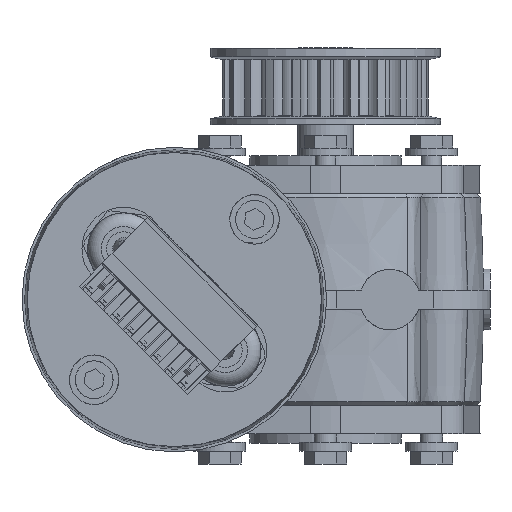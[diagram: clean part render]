
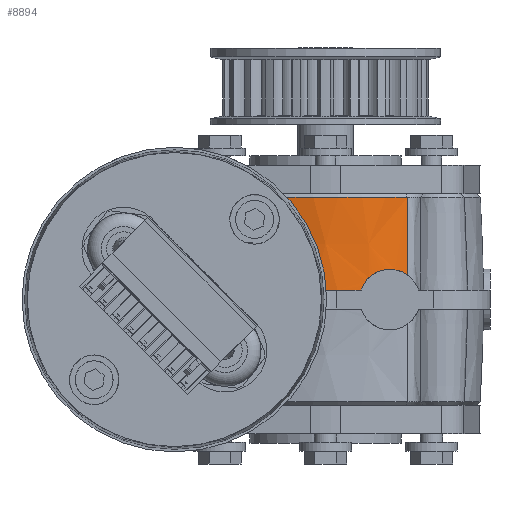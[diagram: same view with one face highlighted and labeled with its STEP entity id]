
A CAD part, left-side view. The second image highlights one B-rep face of the part: STEP entity #8894.
In plain terms, the highlighted conical face has half-angle 2 degrees and reference radius 41.471 mm.
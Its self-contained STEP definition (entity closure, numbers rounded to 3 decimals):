
#6882=CONICAL_SURFACE('',#26945,41.471,2.);
#7856=FACE_OUTER_BOUND('',#13826,.T.);
#8894=ADVANCED_FACE('',(#7856),#6882,.T.);
#12584=B_SPLINE_CURVE_WITH_KNOTS('',3,(#41163,#41164,#41165,#41166,#41167,
#41168,#41169),.UNSPECIFIED.,.F.,.F.,(4,3,4),(0.,0.594,1.),
 .UNSPECIFIED.);
#12588=B_SPLINE_CURVE_WITH_KNOTS('',3,(#41205,#41206,#41207,#41208,#41209,
#41210,#41211),.UNSPECIFIED.,.F.,.F.,(4,3,4),(0.,0.534,1.),
 .UNSPECIFIED.);
#12627=B_SPLINE_CURVE_WITH_KNOTS('',3,(#42187,#42188,#42189,#42190),
 .UNSPECIFIED.,.F.,.F.,(4,4),(0.,1.),.UNSPECIFIED.);
#12628=B_SPLINE_CURVE_WITH_KNOTS('',3,(#42194,#42195,#42196,#42197,#42198,
#42199,#42200,#42201,#42202,#42203,#42204,#42205),.UNSPECIFIED.,.F.,.F.,
(4,2,2,2,2,4),(0.,0.25,0.5,0.625,0.75,
1.),.UNSPECIFIED.);
#13826=EDGE_LOOP('',(#16648,#16649,#16650,#16651,#16652,#16653));
#16648=ORIENTED_EDGE('',*,*,#22620,.F.);
#16649=ORIENTED_EDGE('',*,*,#22621,.F.);
#16650=ORIENTED_EDGE('',*,*,#22528,.F.);
#16651=ORIENTED_EDGE('',*,*,#22525,.T.);
#16652=ORIENTED_EDGE('',*,*,#22523,.F.);
#16653=ORIENTED_EDGE('',*,*,#22619,.F.);
#20404=VERTEX_POINT('',#39657);
#20407=VERTEX_POINT('',#39772);
#20486=VERTEX_POINT('',#41170);
#20488=VERTEX_POINT('',#41200);
#20546=VERTEX_POINT('',#42186);
#20547=VERTEX_POINT('',#42193);
#22523=EDGE_CURVE('',#20486,#20404,#12584,.T.);
#22525=EDGE_CURVE('',#20407,#20404,#24473,.T.);
#22528=EDGE_CURVE('',#20407,#20488,#12588,.T.);
#22619=EDGE_CURVE('',#20546,#20486,#12627,.T.);
#22620=EDGE_CURVE('',#20547,#20546,#24492,.T.);
#22621=EDGE_CURVE('',#20488,#20547,#12628,.T.);
#24473=CIRCLE('',#26892,41.052);
#24492=CIRCLE('',#26944,41.908);
#26892=AXIS2_PLACEMENT_3D('',#41191,#29927,#29928);
#26944=AXIS2_PLACEMENT_3D('',#42192,#30065,#30066);
#26945=AXIS2_PLACEMENT_3D('',#42206,#30067,#30068);
#29927=DIRECTION('',(0.,0.,-1.));
#29928=DIRECTION('',(-1.,0.,0.));
#30065=DIRECTION('',(0.,0.,-1.));
#30066=DIRECTION('',(1.,0.,0.));
#30067=DIRECTION('',(0.,0.,-1.));
#30068=DIRECTION('',(0.,1.,0.));
#39657=CARTESIAN_POINT('',(-34.866,21.672,-10.999));
#39772=CARTESIAN_POINT('',(-34.866,-21.672,-10.999));
#41163=CARTESIAN_POINT('',(-35.786,21.647,-33.083));
#41164=CARTESIAN_POINT('',(-35.605,21.65,-28.714));
#41165=CARTESIAN_POINT('',(-35.424,21.655,-24.344));
#41166=CARTESIAN_POINT('',(-35.242,21.66,-19.975));
#41167=CARTESIAN_POINT('',(-35.117,21.664,-16.983));
#41168=CARTESIAN_POINT('',(-34.991,21.668,-13.991));
#41169=CARTESIAN_POINT('',(-34.866,21.672,-10.999));
#41170=CARTESIAN_POINT('',(-35.786,21.647,-33.083));
#41191=CARTESIAN_POINT('',(0.,0.,-10.999));
#41200=CARTESIAN_POINT('',(-35.72,-21.648,-31.489));
#41205=CARTESIAN_POINT('',(-34.866,-21.672,-10.999));
#41206=CARTESIAN_POINT('',(-35.019,-21.667,-14.647));
#41207=CARTESIAN_POINT('',(-35.172,-21.662,-18.296));
#41208=CARTESIAN_POINT('',(-35.324,-21.658,-21.944));
#41209=CARTESIAN_POINT('',(-35.456,-21.654,-25.126));
#41210=CARTESIAN_POINT('',(-35.588,-21.651,-28.307));
#41211=CARTESIAN_POINT('',(-35.72,-21.648,-31.489));
#42186=CARTESIAN_POINT('',(-36.171,21.165,-35.5));
#42187=CARTESIAN_POINT('',(-36.171,21.165,-35.5));
#42188=CARTESIAN_POINT('',(-36.074,21.274,-34.682));
#42189=CARTESIAN_POINT('',(-35.946,21.435,-33.876));
#42190=CARTESIAN_POINT('',(-35.786,21.647,-33.083));
#42192=CARTESIAN_POINT('',(0.,0.,-35.5));
#42193=CARTESIAN_POINT('',(-40.84,-9.401,-35.5));
#42194=CARTESIAN_POINT('',(-35.72,-21.648,-31.489));
#42195=CARTESIAN_POINT('',(-36.285,-20.669,-30.79));
#42196=CARTESIAN_POINT('',(-36.886,-19.553,-30.323));
#42197=CARTESIAN_POINT('',(-38.036,-17.174,-29.911));
#42198=CARTESIAN_POINT('',(-38.568,-15.947,-29.971));
#42199=CARTESIAN_POINT('',(-39.271,-14.139,-30.503));
#42200=CARTESIAN_POINT('',(-39.482,-13.562,-30.749));
#42201=CARTESIAN_POINT('',(-39.865,-12.463,-31.381));
#42202=CARTESIAN_POINT('',(-40.039,-11.938,-31.772));
#42203=CARTESIAN_POINT('',(-40.486,-10.542,-33.106));
#42204=CARTESIAN_POINT('',(-40.7,-9.814,-34.244));
#42205=CARTESIAN_POINT('',(-40.84,-9.401,-35.5));
#42206=CARTESIAN_POINT('',(0.,0.,-22.978));
